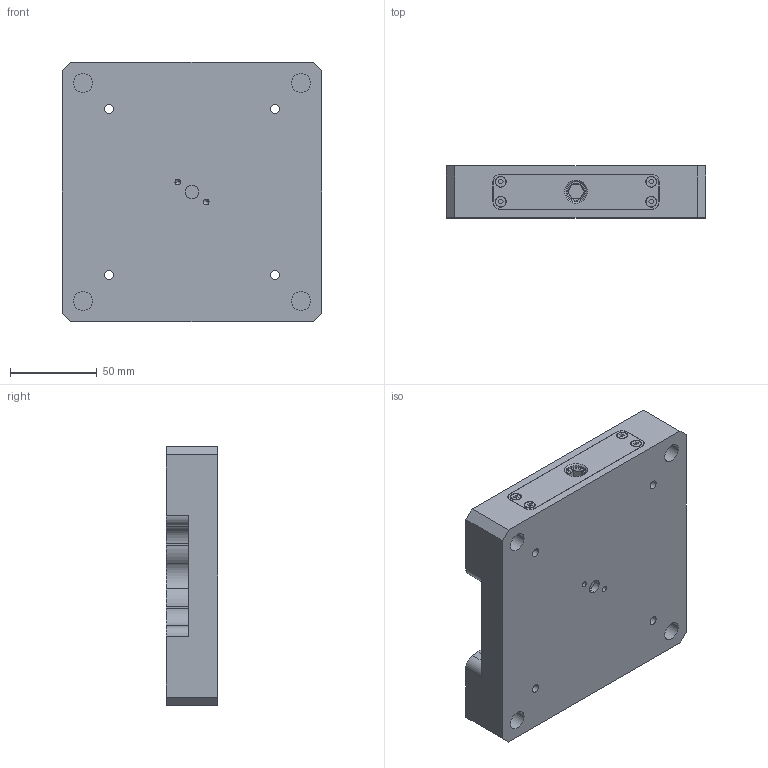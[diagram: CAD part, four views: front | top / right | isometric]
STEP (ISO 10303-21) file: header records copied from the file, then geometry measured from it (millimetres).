
FILE_DESCRIPTION((''),'2;1');
FILE_NAME('SC96-S205','2024-03-29T',('Administrator'),(''),'PRO/ENGINEER BY PARAMETRIC TECHNOLOGY CORPORATION, 2009360','PRO/ENGINEER BY PARAMETRIC TECHNOLOGY CORPORATION, 2009360','');
FILE_SCHEMA(('CONFIG_CONTROL_DESIGN'));
Length unit declared in the file: millimetre
Products named in the file (1): SC96-S205
Bounding box: 150 x 30 x 150 mm (x, y, z)
Volume: 590809.6 mm3; surface area: 81297.5 mm2
Topology: 1 solids, 7 shells, 492 faces, 1318 edges, 891 vertices
Faces by surface type: plane 190, cylinder 184, cone 88, torus 30
Entity records: 16048 total; most frequent: CARTESIAN_POINT 3149, DIRECTION 2838, ORIENTED_EDGE 2628, EDGE_CURVE 1314, AXIS2_PLACEMENT_3D 1116, VERTEX_POINT 891, CIRCLE 624, VECTOR 606
